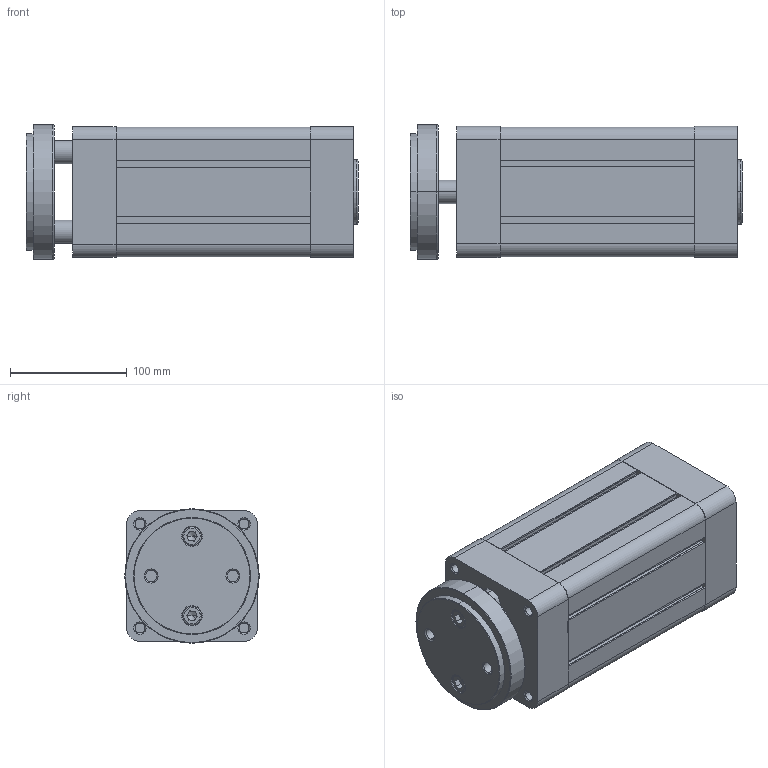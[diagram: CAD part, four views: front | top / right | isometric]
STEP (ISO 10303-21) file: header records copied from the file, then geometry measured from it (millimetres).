
FILE_DESCRIPTION (( 'STEP AP214' ), '1' );
FILE_NAME ('PTR100-100CYLINDER.STEP', '2010-09-20T11:59:24', ( '' ), ( '' ), 'SwSTEP 2.0', 'SolidWorks 2010', '' );
FILE_SCHEMA (( 'AUTOMOTIVE_DESIGN' ));
Length unit declared in the file: millimetre
Products named in the file (7): 100  ARKA  KAPAK; ISO 100 BORU; 100   烰  KAPAK; ÇAP 100  ÖZEL  ORTA PÝSTON; 100   M尳 UCU YATAKLAMA; M10x25  MÝL UCU YATAKLAMA   ÝMBUSU; PTR100-100CYLINDER
Assembly tree (7 placements, depth 2):
  PTR100-100CYLINDER
    ÇAP 100  ÖZEL  ORTA PÝSTON
    ISO 100 BORU
    100   M尳 UCU YATAKLAMA
    100  ARKA  KAPAK
    M10x25  MÝL UCU YATAKLAMA   ÝMBUSU  x2
    100   烰  KAPAK
Bounding box: 284 x 115 x 115 mm (x, y, z)
Volume: 2369390.2 mm3; surface area: 351698.7 mm2
Topology: 7 solids, 7 shells, 294 faces, 690 edges, 428 vertices
Faces by surface type: plane 128, cylinder 90, cone 64, torus 12
Entity records: 8286 total; most frequent: DIRECTION 1430, CARTESIAN_POINT 1294, ORIENTED_EDGE 1248, EDGE_CURVE 624, AXIS2_PLACEMENT_3D 529, VERTEX_POINT 393, VECTOR 372, LINE 372
